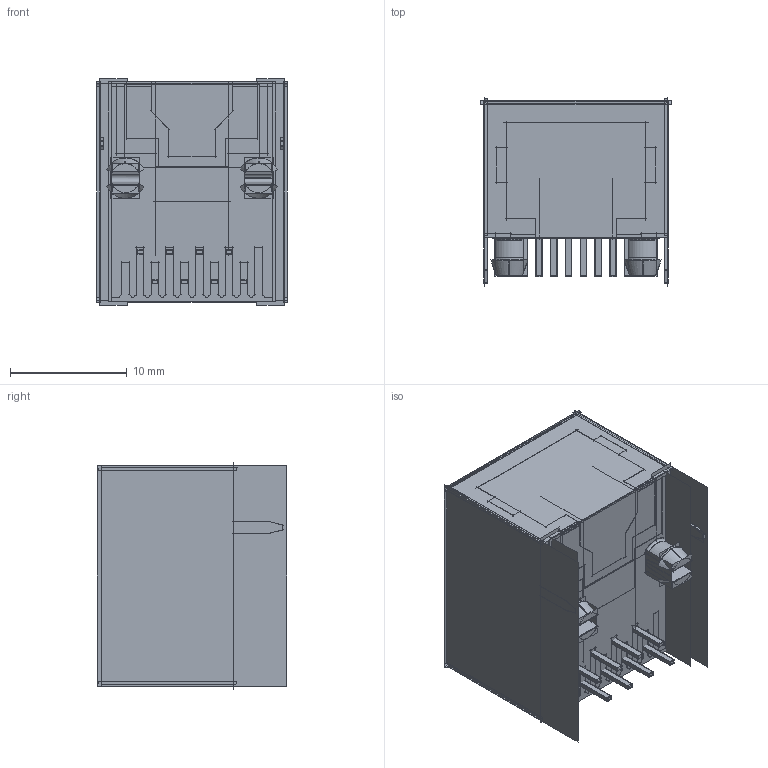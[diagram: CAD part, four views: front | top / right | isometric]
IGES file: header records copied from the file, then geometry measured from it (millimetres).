
Start section:  PTC IGES file: DGKYD0021118GWA1D1B4134.igs
Global section: file name: DGKYD0021118GWA1D1B4134.igs; native system: Creo Parametric by PTC Inc.; preprocessor: 2018400; author: Administrator; organization: Unknown; date: 20210915.084140; units: millimetre
Bounding box: 16.37 x 16.22 x 19.4 mm (x, y, z)
Surface area: 46985.2 mm2
Topology: 1 solids, 3 shells, 866 faces, 5734 edges, 7995 vertices
Faces by surface type: bspline 782, revolution 84
